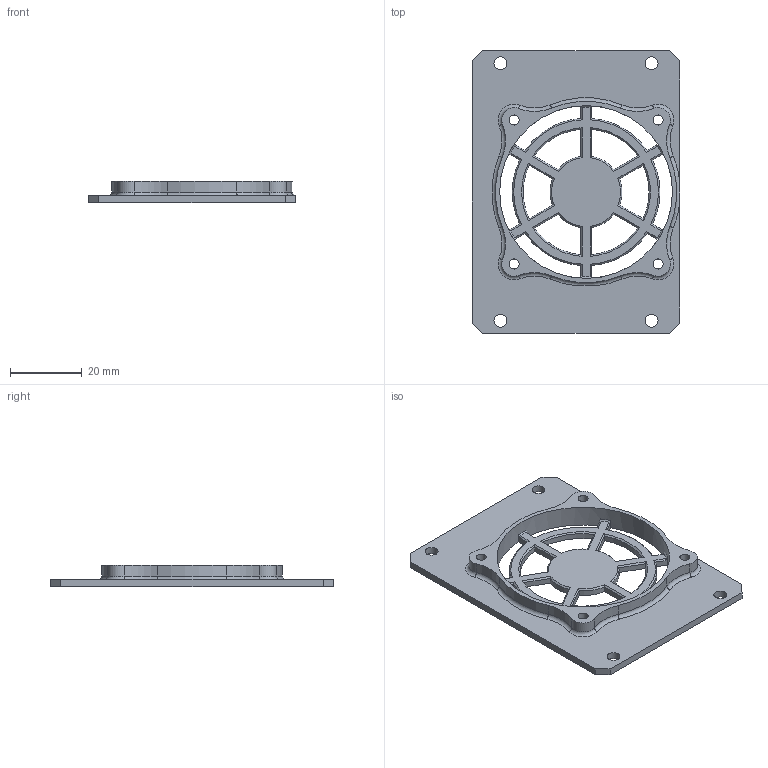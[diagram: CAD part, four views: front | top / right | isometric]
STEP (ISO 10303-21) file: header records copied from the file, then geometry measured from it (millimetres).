
FILE_DESCRIPTION(/* description */ (''),/* implementation_level */ '2;1');
FILE_NAME(/* name */ 'Tray w 50mm Fan.step',/* time_stamp */ '2023-08-19T08:40:25-05:00',/* author */ (''),/* organization */ (''),/* preprocessor_version */ 'ST-DEVELOPER v20',/* originating_system */ 'Autodesk Translation Framework v12.9.0.99',/* authorisation */ '');
FILE_SCHEMA (('AUTOMOTIVE_DESIGN { 1 0 10303 214 3 1 1 }'));
Length unit declared in the file: millimetre
Products named in the file (1): Tray w 50mm Fan
Bounding box: 57.6 x 78.6 x 6 mm (x, y, z)
Volume: 8544.6 mm3; surface area: 10049.1 mm2
Topology: 1 solids, 1 shells, 143 faces, 398 edges, 252 vertices
Faces by surface type: plane 60, cylinder 43, cone 24, torus 16
Full cylindrical faces by diameter (mm): 2.8 x4, 3.6 x4, 48 x1
Entity records: 4695 total; most frequent: CARTESIAN_POINT 947, ORIENTED_EDGE 796, DIRECTION 780, EDGE_CURVE 398, AXIS2_PLACEMENT_3D 299, VERTEX_POINT 252, LINE 182, VECTOR 182
